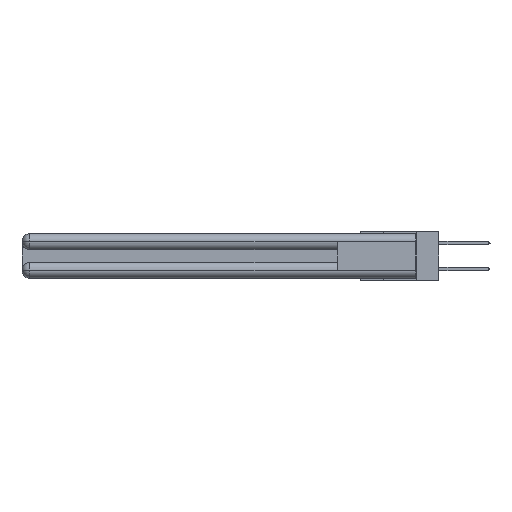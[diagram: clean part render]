
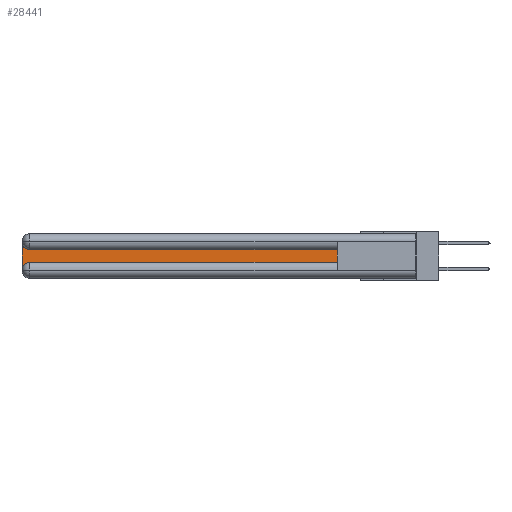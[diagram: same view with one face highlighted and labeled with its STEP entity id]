
A CAD part, left-side view. The second image highlights one B-rep face of the part: STEP entity #28441.
In plain terms, the highlighted planar face has unit normal (-1, 0, 0).
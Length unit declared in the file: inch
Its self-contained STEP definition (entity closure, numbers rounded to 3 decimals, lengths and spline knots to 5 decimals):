
#622 = DIRECTION ( 'NONE',  ( 0., 0., -1. ) ) ;
#641 = CARTESIAN_POINT ( 'NONE',  ( 0.075, 2.94, -0.0625 ) ) ;
#882 = EDGE_CURVE ( 'NONE', #9685, #23521, #29629, .T. ) ;
#935 = CARTESIAN_POINT ( 'NONE',  ( 0.075, 3., -0.2775 ) ) ;
#1922 = EDGE_CURVE ( 'NONE', #17388, #21580, #4897, .T. ) ;
#2034 = EDGE_CURVE ( 'NONE', #23521, #30478, #22843, .T. ) ;
#2572 = VECTOR ( 'NONE', #7572, 39.37008 ) ;
#2722 = CARTESIAN_POINT ( 'NONE',  ( 0.075, 3., -0.2175 ) ) ;
#3990 = EDGE_CURVE ( 'NONE', #21580, #9685, #25750, .T. ) ;
#4013 = ORIENTED_EDGE ( 'NONE', *, *, #2034, .T. ) ;
#4370 = CARTESIAN_POINT ( 'NONE',  ( 0.075, 0.6, -0.1225 ) ) ;
#4753 = LINE ( 'NONE', #20450, #8945 ) ;
#4897 = CIRCLE ( 'NONE', #11199, 0.06 ) ;
#5158 = VECTOR ( 'NONE', #24278, 39.37008 ) ;
#7572 = DIRECTION ( 'NONE',  ( 0., -1., 0. ) ) ;
#7655 = DIRECTION ( 'NONE',  ( 1., 0., 0. ) ) ;
#8285 = DIRECTION ( 'NONE',  ( 0., 1., 0. ) ) ;
#8560 = ORIENTED_EDGE ( 'NONE', *, *, #882, .T. ) ;
#8791 = ORIENTED_EDGE ( 'NONE', *, *, #22939, .T. ) ;
#8945 = VECTOR ( 'NONE', #8285, 39.37008 ) ;
#9685 = VERTEX_POINT ( 'NONE', #935 ) ;
#10837 = VECTOR ( 'NONE', #15133, 39.37008 ) ;
#11076 = EDGE_CURVE ( 'NONE', #29419, #17388, #4753, .T. ) ;
#11152 = ORIENTED_EDGE ( 'NONE', *, *, #11076, .T. ) ;
#11199 = AXIS2_PLACEMENT_3D ( 'NONE', #641, #17367, #19943 ) ;
#11470 = DIRECTION ( 'NONE',  ( 0., 0., -1. ) ) ;
#13045 = EDGE_LOOP ( 'NONE', ( #11152, #18572, #19439, #8560, #4013, #8791 ) ) ;
#13128 = FACE_OUTER_BOUND ( 'NONE', #13045, .T. ) ;
#14630 = LINE ( 'NONE', #31460, #10837 ) ;
#15133 = DIRECTION ( 'NONE',  ( 0., 0., 1. ) ) ;
#15463 = CARTESIAN_POINT ( 'NONE',  ( 0.075, 3., -0.1225 ) ) ;
#17367 = DIRECTION ( 'NONE',  ( 1., 0., 0. ) ) ;
#17388 = VERTEX_POINT ( 'NONE', #21816 ) ;
#17920 = AXIS2_PLACEMENT_3D ( 'NONE', #30997, #31213, #11470 ) ;
#18572 = ORIENTED_EDGE ( 'NONE', *, *, #1922, .T. ) ;
#19439 = ORIENTED_EDGE ( 'NONE', *, *, #3990, .T. ) ;
#19943 = DIRECTION ( 'NONE',  ( 0., 0., -1. ) ) ;
#20253 = AXIS2_PLACEMENT_3D ( 'NONE', #15463, #7655, #622 ) ;
#20450 = CARTESIAN_POINT ( 'NONE',  ( 0.075, 0.6, -0.1225 ) ) ;
#21017 = CARTESIAN_POINT ( 'NONE',  ( 0.075, 3., -0.0625 ) ) ;
#21580 = VERTEX_POINT ( 'NONE', #21017 ) ;
#21816 = CARTESIAN_POINT ( 'NONE',  ( 0.075, 2.94, -0.1225 ) ) ;
#22477 = PLANE ( 'NONE',  #20253 ) ;
#22843 = LINE ( 'NONE', #24741, #2572 ) ;
#22939 = EDGE_CURVE ( 'NONE', #30478, #29419, #14630, .T. ) ;
#23521 = VERTEX_POINT ( 'NONE', #23723 ) ;
#23723 = CARTESIAN_POINT ( 'NONE',  ( 0.075, 2.94, -0.2175 ) ) ;
#24278 = DIRECTION ( 'NONE',  ( 0., 0., -1. ) ) ;
#24741 = CARTESIAN_POINT ( 'NONE',  ( 0.075, 0.6, -0.2175 ) ) ;
#25750 = LINE ( 'NONE', #2722, #5158 ) ;
#28441 = ADVANCED_FACE ( 'NONE', ( #13128 ), #22477, .F. ) ;
#29419 = VERTEX_POINT ( 'NONE', #4370 ) ;
#29629 = CIRCLE ( 'NONE', #17920, 0.06 ) ;
#30478 = VERTEX_POINT ( 'NONE', #30594 ) ;
#30594 = CARTESIAN_POINT ( 'NONE',  ( 0.075, 0.6, -0.2175 ) ) ;
#30997 = CARTESIAN_POINT ( 'NONE',  ( 0.075, 2.94, -0.2775 ) ) ;
#31213 = DIRECTION ( 'NONE',  ( 1., 0., 0. ) ) ;
#31460 = CARTESIAN_POINT ( 'NONE',  ( 0.075, 0.6, -0.2175 ) ) ;
